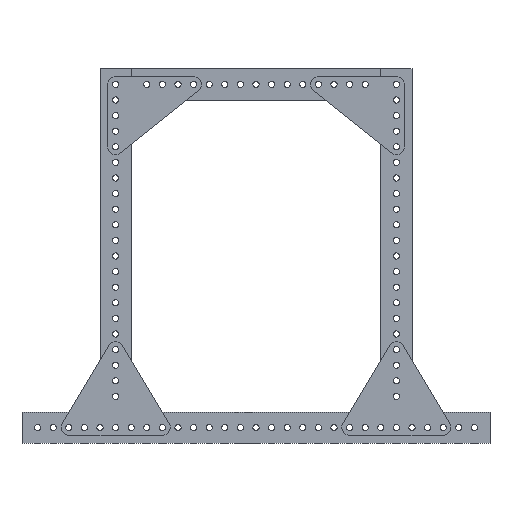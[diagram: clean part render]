
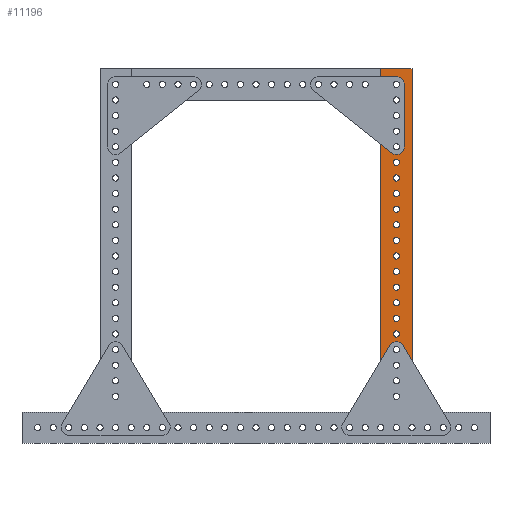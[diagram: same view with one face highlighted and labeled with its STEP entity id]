
A CAD part, left-side view. The second image highlights one B-rep face of the part: STEP entity #11196.
In plain terms, the highlighted planar face has unit normal (-1, 0, 0).
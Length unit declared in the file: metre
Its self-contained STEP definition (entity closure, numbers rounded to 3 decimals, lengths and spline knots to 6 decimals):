
#741=CIRCLE('',#11990,0.002489);
#742=CIRCLE('',#11991,0.002489);
#743=CIRCLE('',#11992,0.002489);
#744=CIRCLE('',#11993,0.002489);
#745=CIRCLE('',#11994,0.002489);
#746=CIRCLE('',#11995,0.002489);
#747=CIRCLE('',#11996,0.002489);
#748=CIRCLE('',#11997,0.002489);
#749=CIRCLE('',#11998,0.002489);
#750=CIRCLE('',#11999,0.002489);
#751=CIRCLE('',#12000,0.002489);
#752=CIRCLE('',#12001,0.002489);
#753=CIRCLE('',#12002,0.002489);
#754=CIRCLE('',#12003,0.002489);
#755=CIRCLE('',#12004,0.002489);
#756=CIRCLE('',#12005,0.002489);
#757=CIRCLE('',#12006,0.002489);
#758=CIRCLE('',#12007,0.002489);
#759=CIRCLE('',#12008,0.002489);
#760=CIRCLE('',#12009,0.002489);
#761=CIRCLE('',#12010,0.002489);
#1901=ORIENTED_EDGE('',*,*,#4265,.F.);
#1902=ORIENTED_EDGE('',*,*,#4266,.F.);
#1903=ORIENTED_EDGE('',*,*,#4267,.F.);
#1904=ORIENTED_EDGE('',*,*,#4268,.F.);
#1905=ORIENTED_EDGE('',*,*,#4269,.F.);
#1906=ORIENTED_EDGE('',*,*,#4270,.F.);
#1907=ORIENTED_EDGE('',*,*,#4271,.F.);
#1908=ORIENTED_EDGE('',*,*,#4272,.F.);
#1909=ORIENTED_EDGE('',*,*,#4273,.F.);
#1910=ORIENTED_EDGE('',*,*,#4274,.F.);
#1911=ORIENTED_EDGE('',*,*,#4275,.F.);
#1912=ORIENTED_EDGE('',*,*,#4276,.F.);
#1913=ORIENTED_EDGE('',*,*,#4277,.F.);
#1914=ORIENTED_EDGE('',*,*,#4278,.F.);
#1915=ORIENTED_EDGE('',*,*,#4279,.F.);
#1916=ORIENTED_EDGE('',*,*,#4280,.F.);
#1917=ORIENTED_EDGE('',*,*,#4281,.F.);
#1918=ORIENTED_EDGE('',*,*,#4282,.F.);
#1919=ORIENTED_EDGE('',*,*,#4283,.F.);
#1920=ORIENTED_EDGE('',*,*,#4284,.F.);
#1921=ORIENTED_EDGE('',*,*,#4285,.F.);
#1922=ORIENTED_EDGE('',*,*,#4153,.T.);
#1923=ORIENTED_EDGE('',*,*,#4242,.T.);
#1924=ORIENTED_EDGE('',*,*,#4141,.F.);
#1925=ORIENTED_EDGE('',*,*,#4198,.F.);
#4141=EDGE_CURVE('',#5339,#5340,#6481,.T.);
#4153=EDGE_CURVE('',#5352,#5351,#6493,.T.);
#4198=EDGE_CURVE('',#5352,#5339,#6496,.T.);
#4242=EDGE_CURVE('',#5351,#5340,#6498,.T.);
#4265=EDGE_CURVE('',#5459,#5459,#741,.T.);
#4266=EDGE_CURVE('',#5460,#5460,#742,.T.);
#4267=EDGE_CURVE('',#5461,#5461,#743,.T.);
#4268=EDGE_CURVE('',#5462,#5462,#744,.T.);
#4269=EDGE_CURVE('',#5463,#5463,#745,.T.);
#4270=EDGE_CURVE('',#5464,#5464,#746,.T.);
#4271=EDGE_CURVE('',#5465,#5465,#747,.T.);
#4272=EDGE_CURVE('',#5466,#5466,#748,.T.);
#4273=EDGE_CURVE('',#5467,#5467,#749,.T.);
#4274=EDGE_CURVE('',#5468,#5468,#750,.T.);
#4275=EDGE_CURVE('',#5469,#5469,#751,.T.);
#4276=EDGE_CURVE('',#5470,#5470,#752,.T.);
#4277=EDGE_CURVE('',#5471,#5471,#753,.T.);
#4278=EDGE_CURVE('',#5472,#5472,#754,.T.);
#4279=EDGE_CURVE('',#5473,#5473,#755,.T.);
#4280=EDGE_CURVE('',#5474,#5474,#756,.T.);
#4281=EDGE_CURVE('',#5475,#5475,#757,.T.);
#4282=EDGE_CURVE('',#5476,#5476,#758,.T.);
#4283=EDGE_CURVE('',#5477,#5477,#759,.T.);
#4284=EDGE_CURVE('',#5478,#5478,#760,.T.);
#4285=EDGE_CURVE('',#5479,#5479,#761,.T.);
#5339=VERTEX_POINT('',#17111);
#5340=VERTEX_POINT('',#17113);
#5351=VERTEX_POINT('',#17136);
#5352=VERTEX_POINT('',#17138);
#5459=VERTEX_POINT('',#17361);
#5460=VERTEX_POINT('',#17363);
#5461=VERTEX_POINT('',#17365);
#5462=VERTEX_POINT('',#17367);
#5463=VERTEX_POINT('',#17369);
#5464=VERTEX_POINT('',#17371);
#5465=VERTEX_POINT('',#17373);
#5466=VERTEX_POINT('',#17375);
#5467=VERTEX_POINT('',#17377);
#5468=VERTEX_POINT('',#17379);
#5469=VERTEX_POINT('',#17381);
#5470=VERTEX_POINT('',#17383);
#5471=VERTEX_POINT('',#17385);
#5472=VERTEX_POINT('',#17387);
#5473=VERTEX_POINT('',#17389);
#5474=VERTEX_POINT('',#17391);
#5475=VERTEX_POINT('',#17393);
#5476=VERTEX_POINT('',#17395);
#5477=VERTEX_POINT('',#17397);
#5478=VERTEX_POINT('',#17399);
#5479=VERTEX_POINT('',#17401);
#6481=LINE('',#17112,#6601);
#6493=LINE('',#17137,#6613);
#6496=LINE('',#17227,#6616);
#6498=LINE('',#17314,#6618);
#6601=VECTOR('',#13626,1.);
#6613=VECTOR('',#13640,1.);
#6616=VECTOR('',#13729,1.);
#6618=VECTOR('',#13817,1.);
#6864=EDGE_LOOP('',(#1901));
#6865=EDGE_LOOP('',(#1902));
#6866=EDGE_LOOP('',(#1903));
#6867=EDGE_LOOP('',(#1904));
#6868=EDGE_LOOP('',(#1905));
#6869=EDGE_LOOP('',(#1906));
#6870=EDGE_LOOP('',(#1907));
#6871=EDGE_LOOP('',(#1908));
#6872=EDGE_LOOP('',(#1909));
#6873=EDGE_LOOP('',(#1910));
#6874=EDGE_LOOP('',(#1911));
#6875=EDGE_LOOP('',(#1912));
#6876=EDGE_LOOP('',(#1913));
#6877=EDGE_LOOP('',(#1914));
#6878=EDGE_LOOP('',(#1915));
#6879=EDGE_LOOP('',(#1916));
#6880=EDGE_LOOP('',(#1917));
#6881=EDGE_LOOP('',(#1918));
#6882=EDGE_LOOP('',(#1919));
#6883=EDGE_LOOP('',(#1920));
#6884=EDGE_LOOP('',(#1921));
#6885=EDGE_LOOP('',(#1922,#1923,#1924,#1925));
#9072=FACE_BOUND('',#6864,.T.);
#9073=FACE_BOUND('',#6865,.T.);
#9074=FACE_BOUND('',#6866,.T.);
#9075=FACE_BOUND('',#6867,.T.);
#9076=FACE_BOUND('',#6868,.T.);
#9077=FACE_BOUND('',#6869,.T.);
#9078=FACE_BOUND('',#6870,.T.);
#9079=FACE_BOUND('',#6871,.T.);
#9080=FACE_BOUND('',#6872,.T.);
#9081=FACE_BOUND('',#6873,.T.);
#9082=FACE_BOUND('',#6874,.T.);
#9083=FACE_BOUND('',#6875,.T.);
#9084=FACE_BOUND('',#6876,.T.);
#9085=FACE_BOUND('',#6877,.T.);
#9086=FACE_BOUND('',#6878,.T.);
#9087=FACE_BOUND('',#6879,.T.);
#9088=FACE_BOUND('',#6880,.T.);
#9089=FACE_BOUND('',#6881,.T.);
#9090=FACE_BOUND('',#6882,.T.);
#9091=FACE_BOUND('',#6883,.T.);
#9092=FACE_BOUND('',#6884,.T.);
#9093=FACE_BOUND('',#6885,.T.);
#11134=PLANE('',#11989);
#11196=ADVANCED_FACE('',(#9072,#9073,#9074,#9075,#9076,#9077,#9078,#9079,
#9080,#9081,#9082,#9083,#9084,#9085,#9086,#9087,#9088,#9089,#9090,#9091,
#9092,#9093),#11134,.F.);
#11989=AXIS2_PLACEMENT_3D('',#17359,#13863,#13864);
#11990=AXIS2_PLACEMENT_3D('',#17360,#13865,#13866);
#11991=AXIS2_PLACEMENT_3D('',#17362,#13867,#13868);
#11992=AXIS2_PLACEMENT_3D('',#17364,#13869,#13870);
#11993=AXIS2_PLACEMENT_3D('',#17366,#13871,#13872);
#11994=AXIS2_PLACEMENT_3D('',#17368,#13873,#13874);
#11995=AXIS2_PLACEMENT_3D('',#17370,#13875,#13876);
#11996=AXIS2_PLACEMENT_3D('',#17372,#13877,#13878);
#11997=AXIS2_PLACEMENT_3D('',#17374,#13879,#13880);
#11998=AXIS2_PLACEMENT_3D('',#17376,#13881,#13882);
#11999=AXIS2_PLACEMENT_3D('',#17378,#13883,#13884);
#12000=AXIS2_PLACEMENT_3D('',#17380,#13885,#13886);
#12001=AXIS2_PLACEMENT_3D('',#17382,#13887,#13888);
#12002=AXIS2_PLACEMENT_3D('',#17384,#13889,#13890);
#12003=AXIS2_PLACEMENT_3D('',#17386,#13891,#13892);
#12004=AXIS2_PLACEMENT_3D('',#17388,#13893,#13894);
#12005=AXIS2_PLACEMENT_3D('',#17390,#13895,#13896);
#12006=AXIS2_PLACEMENT_3D('',#17392,#13897,#13898);
#12007=AXIS2_PLACEMENT_3D('',#17394,#13899,#13900);
#12008=AXIS2_PLACEMENT_3D('',#17396,#13901,#13902);
#12009=AXIS2_PLACEMENT_3D('',#17398,#13903,#13904);
#12010=AXIS2_PLACEMENT_3D('',#17400,#13905,#13906);
#13626=DIRECTION('',(0.,-1.,0.));
#13640=DIRECTION('',(0.,-1.,0.));
#13729=DIRECTION('',(0.,0.,1.));
#13817=DIRECTION('',(0.,0.,1.));
#13863=DIRECTION('',(1.,0.,0.));
#13864=DIRECTION('',(0.,1.,0.));
#13865=DIRECTION('',(-1.,0.,0.));
#13866=DIRECTION('',(0.,0.,1.));
#13867=DIRECTION('',(-1.,0.,0.));
#13868=DIRECTION('',(0.,0.,1.));
#13869=DIRECTION('',(-1.,0.,0.));
#13870=DIRECTION('',(0.,0.,1.));
#13871=DIRECTION('',(-1.,0.,0.));
#13872=DIRECTION('',(0.,0.,1.));
#13873=DIRECTION('',(-1.,0.,0.));
#13874=DIRECTION('',(0.,0.,1.));
#13875=DIRECTION('',(-1.,0.,0.));
#13876=DIRECTION('',(0.,0.,1.));
#13877=DIRECTION('',(-1.,0.,0.));
#13878=DIRECTION('',(0.,0.,1.));
#13879=DIRECTION('',(-1.,0.,0.));
#13880=DIRECTION('',(0.,0.,1.));
#13881=DIRECTION('',(-1.,0.,0.));
#13882=DIRECTION('',(0.,0.,1.));
#13883=DIRECTION('',(-1.,0.,0.));
#13884=DIRECTION('',(0.,0.,1.));
#13885=DIRECTION('',(-1.,0.,0.));
#13886=DIRECTION('',(0.,0.,1.));
#13887=DIRECTION('',(-1.,0.,0.));
#13888=DIRECTION('',(0.,0.,1.));
#13889=DIRECTION('',(-1.,0.,0.));
#13890=DIRECTION('',(0.,0.,1.));
#13891=DIRECTION('',(-1.,0.,0.));
#13892=DIRECTION('',(0.,0.,1.));
#13893=DIRECTION('',(-1.,0.,0.));
#13894=DIRECTION('',(0.,0.,1.));
#13895=DIRECTION('',(-1.,0.,0.));
#13896=DIRECTION('',(0.,0.,1.));
#13897=DIRECTION('',(-1.,0.,0.));
#13898=DIRECTION('',(0.,0.,1.));
#13899=DIRECTION('',(-1.,0.,0.));
#13900=DIRECTION('',(0.,0.,1.));
#13901=DIRECTION('',(-1.,0.,0.));
#13902=DIRECTION('',(0.,0.,1.));
#13903=DIRECTION('',(-1.,0.,0.));
#13904=DIRECTION('',(0.,0.,1.));
#13905=DIRECTION('',(-1.,0.,0.));
#13906=DIRECTION('',(0.,0.,1.));
#17111=CARTESIAN_POINT('',(-0.0254,-0.1016,0.2921));
#17112=CARTESIAN_POINT('',(-0.0254,-0.1143,0.2921));
#17113=CARTESIAN_POINT('',(-0.0254,-0.127,0.2921));
#17136=CARTESIAN_POINT('',(-0.0254,-0.127,0.0127));
#17137=CARTESIAN_POINT('',(-0.0254,-0.1143,0.0127));
#17138=CARTESIAN_POINT('',(-0.0254,-0.1016,0.0127));
#17227=CARTESIAN_POINT('',(-0.0254,-0.1016,0.1397));
#17314=CARTESIAN_POINT('',(-0.0254,-0.127,0.1524));
#17359=CARTESIAN_POINT('',(-0.0254,0.,0.1397));
#17360=CARTESIAN_POINT('',(-0.0254,-0.1143,0.2794));
#17361=CARTESIAN_POINT('',(-0.0254,-0.1143,0.281889));
#17362=CARTESIAN_POINT('',(-0.0254,-0.1143,0.1397));
#17363=CARTESIAN_POINT('',(-0.0254,-0.1143,0.142189));
#17364=CARTESIAN_POINT('',(-0.0254,-0.1143,0.127));
#17365=CARTESIAN_POINT('',(-0.0254,-0.1143,0.129489));
#17366=CARTESIAN_POINT('',(-0.0254,-0.1143,0.1143));
#17367=CARTESIAN_POINT('',(-0.0254,-0.1143,0.116789));
#17368=CARTESIAN_POINT('',(-0.0254,-0.1143,0.1016));
#17369=CARTESIAN_POINT('',(-0.0254,-0.1143,0.104089));
#17370=CARTESIAN_POINT('',(-0.0254,-0.1143,0.1651));
#17371=CARTESIAN_POINT('',(-0.0254,-0.1143,0.167589));
#17372=CARTESIAN_POINT('',(-0.0254,-0.1143,0.1524));
#17373=CARTESIAN_POINT('',(-0.0254,-0.1143,0.154889));
#17374=CARTESIAN_POINT('',(-0.0254,-0.1143,0.0254));
#17375=CARTESIAN_POINT('',(-0.0254,-0.1143,0.027889));
#17376=CARTESIAN_POINT('',(-0.0254,-0.1143,0.0381));
#17377=CARTESIAN_POINT('',(-0.0254,-0.1143,0.040589));
#17378=CARTESIAN_POINT('',(-0.0254,-0.1143,0.0508));
#17379=CARTESIAN_POINT('',(-0.0254,-0.1143,0.053289));
#17380=CARTESIAN_POINT('',(-0.0254,-0.1143,0.0635));
#17381=CARTESIAN_POINT('',(-0.0254,-0.1143,0.065989));
#17382=CARTESIAN_POINT('',(-0.0254,-0.1143,0.0762));
#17383=CARTESIAN_POINT('',(-0.0254,-0.1143,0.078689));
#17384=CARTESIAN_POINT('',(-0.0254,-0.1143,0.0889));
#17385=CARTESIAN_POINT('',(-0.0254,-0.1143,0.091389));
#17386=CARTESIAN_POINT('',(-0.0254,-0.1143,0.1778));
#17387=CARTESIAN_POINT('',(-0.0254,-0.1143,0.180289));
#17388=CARTESIAN_POINT('',(-0.0254,-0.1143,0.1905));
#17389=CARTESIAN_POINT('',(-0.0254,-0.1143,0.192989));
#17390=CARTESIAN_POINT('',(-0.0254,-0.1143,0.2032));
#17391=CARTESIAN_POINT('',(-0.0254,-0.1143,0.205689));
#17392=CARTESIAN_POINT('',(-0.0254,-0.1143,0.2159));
#17393=CARTESIAN_POINT('',(-0.0254,-0.1143,0.218389));
#17394=CARTESIAN_POINT('',(-0.0254,-0.1143,0.2286));
#17395=CARTESIAN_POINT('',(-0.0254,-0.1143,0.231089));
#17396=CARTESIAN_POINT('',(-0.0254,-0.1143,0.2413));
#17397=CARTESIAN_POINT('',(-0.0254,-0.1143,0.243789));
#17398=CARTESIAN_POINT('',(-0.0254,-0.1143,0.254));
#17399=CARTESIAN_POINT('',(-0.0254,-0.1143,0.256489));
#17400=CARTESIAN_POINT('',(-0.0254,-0.1143,0.2667));
#17401=CARTESIAN_POINT('',(-0.0254,-0.1143,0.269189));
